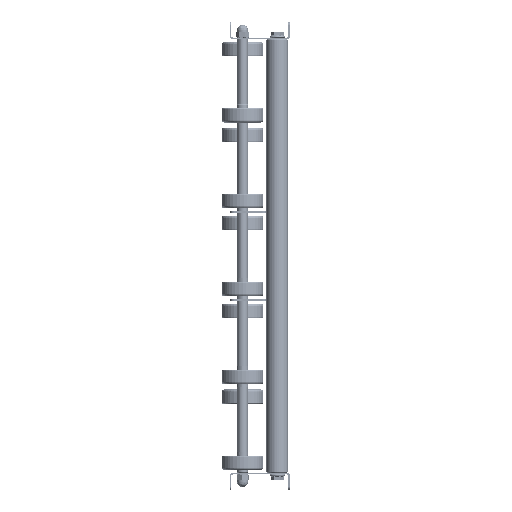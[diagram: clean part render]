
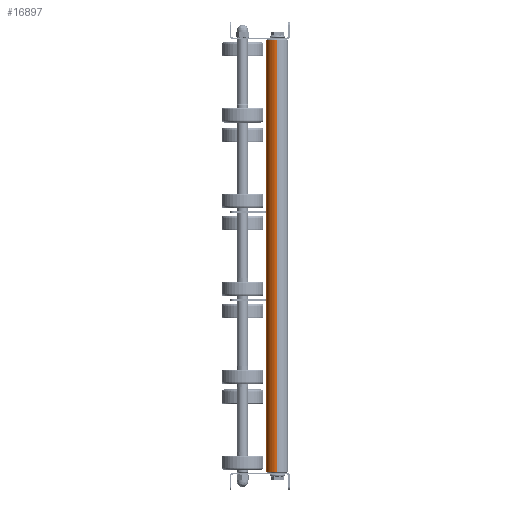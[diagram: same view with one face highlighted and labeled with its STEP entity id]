
A CAD part, left-side view. The second image highlights one B-rep face of the part: STEP entity #16897.
In plain terms, the highlighted cylindrical face has radius 12.5 mm (diameter 25 mm), a partial arc.
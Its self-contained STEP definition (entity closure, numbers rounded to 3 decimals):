
#1003 = CARTESIAN_POINT ( 'NONE',  ( 1., 0., 12.5 ) ) ;
#1452 = DIRECTION ( 'NONE',  ( 0., 0., -1. ) ) ;
#2859 = FACE_OUTER_BOUND ( 'NONE', #25030, .T. ) ;
#3076 = ORIENTED_EDGE ( 'NONE', *, *, #29895, .T. ) ;
#3794 = VERTEX_POINT ( 'NONE', #7918 ) ;
#3953 = DIRECTION ( 'NONE',  ( 1., 0., 0. ) ) ;
#5909 = CIRCLE ( 'NONE', #26614, 12.5 ) ;
#7918 = CARTESIAN_POINT ( 'NONE',  ( 499., 0., -12.5 ) ) ;
#8374 = ORIENTED_EDGE ( 'NONE', *, *, #32031, .T. ) ;
#9336 = VECTOR ( 'NONE', #15500, 1000. ) ;
#9470 = CARTESIAN_POINT ( 'NONE',  ( 499., 0., 0. ) ) ;
#10173 = ORIENTED_EDGE ( 'NONE', *, *, #15721, .T. ) ;
#11621 = DIRECTION ( 'NONE',  ( -1., 0., 0. ) ) ;
#14379 = CARTESIAN_POINT ( 'NONE',  ( 499., 0., 12.5 ) ) ;
#15100 = AXIS2_PLACEMENT_3D ( 'NONE', #30060, #3953, #21450 ) ;
#15500 = DIRECTION ( 'NONE',  ( -1., 0., 0. ) ) ;
#15721 = EDGE_CURVE ( 'NONE', #36799, #21514, #23047, .T. ) ;
#16068 = LINE ( 'NONE', #18387, #9336 ) ;
#16897 = ADVANCED_FACE ( 'NONE', ( #2859 ), #34323, .T. ) ;
#17337 = CARTESIAN_POINT ( 'NONE',  ( 500., 0., 0. ) ) ;
#18017 = VERTEX_POINT ( 'NONE', #14379 ) ;
#18387 = CARTESIAN_POINT ( 'NONE',  ( 500., 0., -12.5 ) ) ;
#21450 = DIRECTION ( 'NONE',  ( 0., 0., -1. ) ) ;
#21514 = VERTEX_POINT ( 'NONE', #1003 ) ;
#23047 = CIRCLE ( 'NONE', #15100, 12.5 ) ;
#24559 = LINE ( 'NONE', #36187, #28268 ) ;
#25030 = EDGE_LOOP ( 'NONE', ( #8374, #3076, #10173, #26617 ) ) ;
#25791 = AXIS2_PLACEMENT_3D ( 'NONE', #17337, #11621, #37208 ) ;
#26614 = AXIS2_PLACEMENT_3D ( 'NONE', #9470, #27405, #1452 ) ;
#26617 = ORIENTED_EDGE ( 'NONE', *, *, #33872, .F. ) ;
#27405 = DIRECTION ( 'NONE',  ( -1., 0., 0. ) ) ;
#28268 = VECTOR ( 'NONE', #31038, 1000. ) ;
#29895 = EDGE_CURVE ( 'NONE', #3794, #36799, #16068, .T. ) ;
#30060 = CARTESIAN_POINT ( 'NONE',  ( 1., 0., 0. ) ) ;
#31038 = DIRECTION ( 'NONE',  ( -1., 0., 0. ) ) ;
#31463 = CARTESIAN_POINT ( 'NONE',  ( 1., 0., -12.5 ) ) ;
#32031 = EDGE_CURVE ( 'NONE', #18017, #3794, #5909, .T. ) ;
#33872 = EDGE_CURVE ( 'NONE', #18017, #21514, #24559, .T. ) ;
#34323 = CYLINDRICAL_SURFACE ( 'NONE', #25791, 12.5 ) ;
#36187 = CARTESIAN_POINT ( 'NONE',  ( 500., 0., 12.5 ) ) ;
#36799 = VERTEX_POINT ( 'NONE', #31463 ) ;
#37208 = DIRECTION ( 'NONE',  ( 0., 0., 1. ) ) ;
